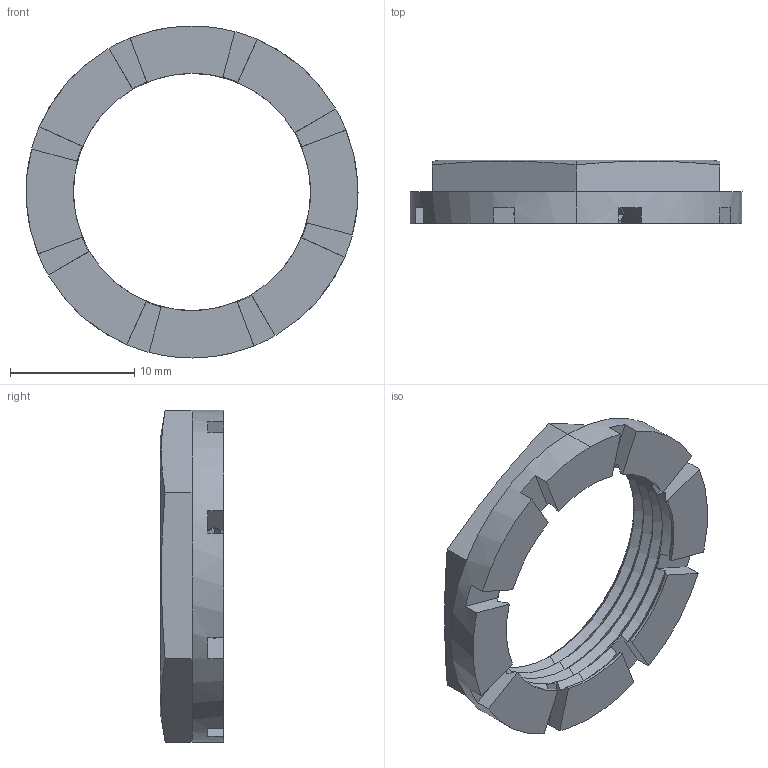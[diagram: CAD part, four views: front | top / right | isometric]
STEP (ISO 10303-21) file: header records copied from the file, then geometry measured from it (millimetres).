
FILE_DESCRIPTION (( 'STEP AP203' ), '1' );
FILE_NAME ('Nut, Rocker Switch.STEP', '2013-06-08T04:46:18', ( 'Doug' ), ( 'Hewlett-Packard Company' ), 'SwSTEP 2.0', 'SolidWorks 2013', '' );
FILE_SCHEMA (( 'CONFIG_CONTROL_DESIGN' ));
Length unit declared in the file: inch
Products named in the file (1): Nut, Rocker Switch
Bounding box: 26.67 x 5.08 x 26.67 mm (x, y, z)
Volume: 997.6 mm3; surface area: 1387.5 mm2
Topology: 1 solids, 1 shells, 83 faces, 214 edges, 132 vertices
Faces by surface type: plane 45, cone 27, cylinder 11
Entity records: 2627 total; most frequent: CARTESIAN_POINT 508, DIRECTION 438, ORIENTED_EDGE 428, EDGE_CURVE 214, AXIS2_PLACEMENT_3D 162, VERTEX_POINT 132, VECTOR 114, LINE 114
